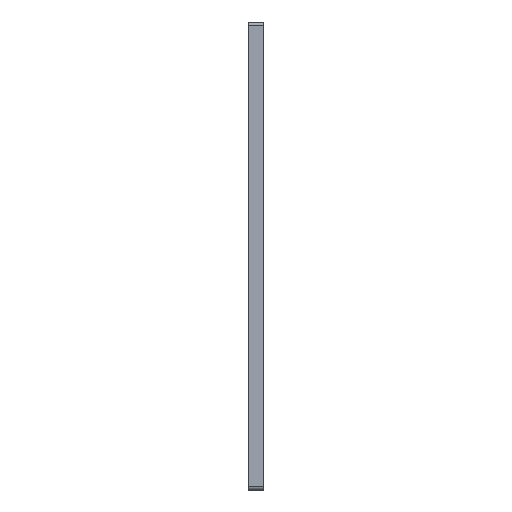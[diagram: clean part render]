
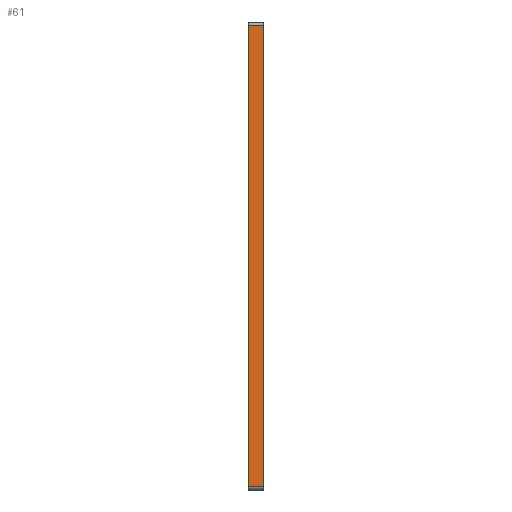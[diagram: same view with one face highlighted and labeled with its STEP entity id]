
A CAD part, left-side view. The second image highlights one B-rep face of the part: STEP entity #61.
In plain terms, the highlighted planar face has unit normal (-1, 0, 0).
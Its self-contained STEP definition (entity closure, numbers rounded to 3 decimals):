
#61=ADVANCED_FACE('',(#254),#256,.T.);
#254=FACE_BOUND('',#255,.T.);
#255=EDGE_LOOP('',(#747,#748,#749,#750));
#256=PLANE('',#257);
#257=AXIS2_PLACEMENT_3D('',#258,#259,#260);
#258=CARTESIAN_POINT('',(-83.5,-76.9,77.));
#259=DIRECTION('',(-1.,0.,0.));
#260=DIRECTION('',(0.,0.,-1.));
#747=ORIENTED_EDGE('',*,*,#1033,.F.);
#748=ORIENTED_EDGE('',*,*,#934,.T.);
#749=ORIENTED_EDGE('',*,*,#1034,.T.);
#750=ORIENTED_EDGE('',*,*,#979,.F.);
#934=EDGE_CURVE('',#1085,#1097,#1099,.T.);
#979=EDGE_CURVE('',#1186,#1189,#1190,.T.);
#1033=EDGE_CURVE('',#1085,#1186,#1292,.T.);
#1034=EDGE_CURVE('',#1097,#1189,#1293,.T.);
#1085=VERTEX_POINT('',#1368);
#1097=VERTEX_POINT('',#1395);
#1099=LINE('',#1400,#1401);
#1186=VERTEX_POINT('',#1606);
#1189=VERTEX_POINT('',#1612);
#1190=LINE('',#1613,#1614);
#1292=LINE('',#1857,#1858);
#1293=LINE('',#1860,#1861);
#1368=CARTESIAN_POINT('',(-83.5,-76.9,76.));
#1395=CARTESIAN_POINT('',(-83.5,-76.9,-76.));
#1400=CARTESIAN_POINT('',(-83.5,-76.9,76.));
#1401=VECTOR('',#1402,1.);
#1402=DIRECTION('',(0.,0.,-1.));
#1606=CARTESIAN_POINT('',(-83.5,-81.9,76.));
#1612=CARTESIAN_POINT('',(-83.5,-81.9,-76.));
#1613=CARTESIAN_POINT('',(-83.5,-81.9,76.));
#1614=VECTOR('',#1615,1.);
#1615=DIRECTION('',(0.,0.,-1.));
#1857=CARTESIAN_POINT('',(-83.5,-76.9,76.));
#1858=VECTOR('',#1859,1.);
#1859=DIRECTION('',(0.,-1.,0.));
#1860=CARTESIAN_POINT('',(-83.5,-76.9,-76.));
#1861=VECTOR('',#1862,1.);
#1862=DIRECTION('',(0.,-1.,0.));
